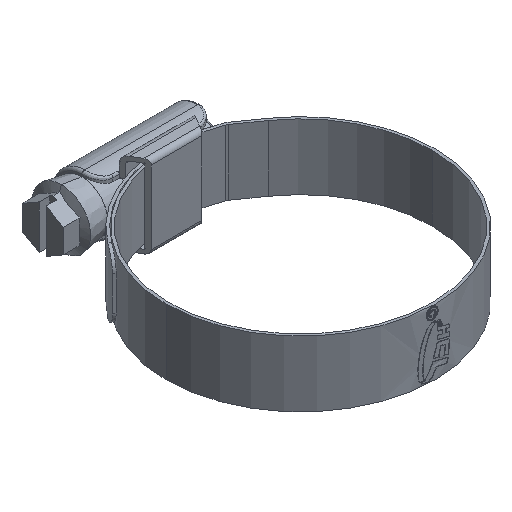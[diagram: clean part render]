
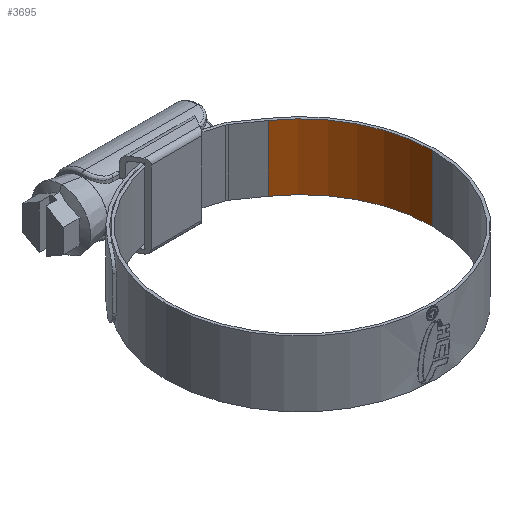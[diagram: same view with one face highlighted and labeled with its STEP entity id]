
A CAD part, isometric view. The second image highlights one B-rep face of the part: STEP entity #3695.
In plain terms, the highlighted cylindrical face has radius 25.5 mm (diameter 51 mm), a partial arc.
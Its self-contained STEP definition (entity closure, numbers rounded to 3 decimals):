
#410 = AXIS2_PLACEMENT_3D ( 'NONE', #1180, #2357, #3551 ) ;
#424 = CIRCLE ( 'NONE', #5733, 25.5 ) ;
#507 = CARTESIAN_POINT ( 'NONE',  ( 14.626, 20.888, 6.35 ) ) ;
#727 = EDGE_CURVE ( 'NONE', #1735, #5681, #7469, .T. ) ;
#1104 = CARTESIAN_POINT ( 'NONE',  ( 0., 0., 6.35 ) ) ;
#1180 = CARTESIAN_POINT ( 'NONE',  ( 0., 0., 6.35 ) ) ;
#1187 = CARTESIAN_POINT ( 'NONE',  ( 0., 0., -6.35 ) ) ;
#1482 = ORIENTED_EDGE ( 'NONE', *, *, #3414, .F. ) ;
#1605 = VECTOR ( 'NONE', #5182, 1000. ) ;
#1608 = EDGE_CURVE ( 'NONE', #1735, #6030, #2260, .T. ) ;
#1735 = VERTEX_POINT ( 'NONE', #5051 ) ;
#2169 = CARTESIAN_POINT ( 'NONE',  ( 14.626, 20.888, -6.35 ) ) ;
#2233 = CARTESIAN_POINT ( 'NONE',  ( 14.626, 20.888, 6.35 ) ) ;
#2260 = CIRCLE ( 'NONE', #410, 25.5 ) ;
#2273 = DIRECTION ( 'NONE',  ( 0., 0., -1. ) ) ;
#2357 = DIRECTION ( 'NONE',  ( 0., 0., 1. ) ) ;
#2577 = VECTOR ( 'NONE', #2273, 1000. ) ;
#2879 = AXIS2_PLACEMENT_3D ( 'NONE', #1104, #3475, #5837 ) ;
#2928 = FACE_OUTER_BOUND ( 'NONE', #6181, .T. ) ;
#3394 = CARTESIAN_POINT ( 'NONE',  ( 25.5, 0., -6.35 ) ) ;
#3414 = EDGE_CURVE ( 'NONE', #5681, #5462, #424, .T. ) ;
#3475 = DIRECTION ( 'NONE',  ( 0., 0., -1. ) ) ;
#3518 = ORIENTED_EDGE ( 'NONE', *, *, #5778, .T. ) ;
#3551 = DIRECTION ( 'NONE',  ( 1., 0., 0. ) ) ;
#3695 = ADVANCED_FACE ( 'NONE', ( #2928 ), #4639, .F. ) ;
#4075 = ORIENTED_EDGE ( 'NONE', *, *, #727, .F. ) ;
#4568 = ORIENTED_EDGE ( 'NONE', *, *, #1608, .T. ) ;
#4595 = CARTESIAN_POINT ( 'NONE',  ( 25.5, 0., 6.35 ) ) ;
#4639 = CYLINDRICAL_SURFACE ( 'NONE', #2879, 25.5 ) ;
#4685 = DIRECTION ( 'NONE',  ( 1., 0., 0. ) ) ;
#4771 = DIRECTION ( 'NONE',  ( 0., 0., 1. ) ) ;
#5051 = CARTESIAN_POINT ( 'NONE',  ( 25.5, 0., 6.35 ) ) ;
#5182 = DIRECTION ( 'NONE',  ( 0., 0., -1. ) ) ;
#5462 = VERTEX_POINT ( 'NONE', #2169 ) ;
#5681 = VERTEX_POINT ( 'NONE', #3394 ) ;
#5733 = AXIS2_PLACEMENT_3D ( 'NONE', #1187, #4771, #4685 ) ;
#5755 = LINE ( 'NONE', #2233, #2577 ) ;
#5778 = EDGE_CURVE ( 'NONE', #6030, #5462, #5755, .T. ) ;
#5837 = DIRECTION ( 'NONE',  ( -1., 0., 0. ) ) ;
#6030 = VERTEX_POINT ( 'NONE', #507 ) ;
#6181 = EDGE_LOOP ( 'NONE', ( #4075, #4568, #3518, #1482 ) ) ;
#7469 = LINE ( 'NONE', #4595, #1605 ) ;
